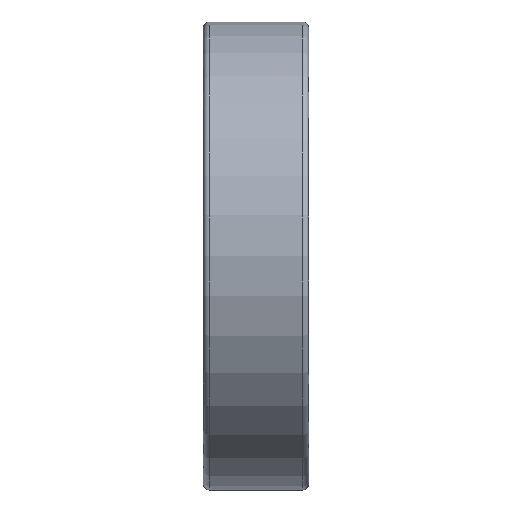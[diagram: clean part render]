
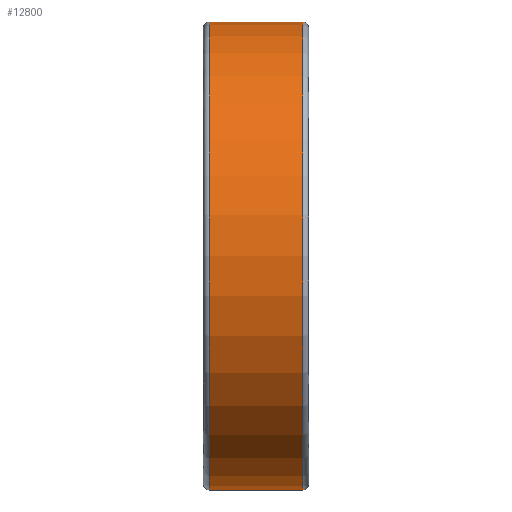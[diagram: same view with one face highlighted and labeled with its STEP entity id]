
A CAD part, top view. The second image highlights one B-rep face of the part: STEP entity #12800.
In plain terms, the highlighted cylindrical face has radius 40 mm (diameter 80 mm), a partial arc.
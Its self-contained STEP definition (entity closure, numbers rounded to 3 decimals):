
#3249=CARTESIAN_POINT('',(-8.,0.,0.));
#3250=DIRECTION('',(1.,0.,0.));
#3251=DIRECTION('',(0.,1.,0.));
#3252=AXIS2_PLACEMENT_3D('',#3249,#3250,#3251);
#3257=CARTESIAN_POINT('',(8.,0.,0.));
#3258=DIRECTION('',(1.,0.,0.));
#3259=DIRECTION('',(0.,1.,0.));
#3260=AXIS2_PLACEMENT_3D('',#3257,#3258,#3259);
#3273=DIRECTION('',(-1.,0.,0.));
#3274=VECTOR('',#3273,16.);
#3275=CARTESIAN_POINT('',(8.,-40.,0.));
#3276=LINE('',#3275,#3274);
#3288=DIRECTION('',(-1.,0.,0.));
#3289=VECTOR('',#3288,16.);
#3290=CARTESIAN_POINT('',(8.,40.,0.));
#3291=LINE('',#3290,#3289);
#9884=CARTESIAN_POINT('',(-8.,40.,0.));
#9885=CARTESIAN_POINT('',(-8.,-40.,0.));
#9886=VERTEX_POINT('',#9884);
#9887=VERTEX_POINT('',#9885);
#9888=CARTESIAN_POINT('',(8.,40.,0.));
#9889=CARTESIAN_POINT('',(8.,-40.,0.));
#9890=VERTEX_POINT('',#9888);
#9891=VERTEX_POINT('',#9889);
#12786=CARTESIAN_POINT('',(-9.9,0.,0.));
#12787=DIRECTION('',(1.,0.,0.));
#12788=DIRECTION('',(0.,-1.,0.));
#12789=AXIS2_PLACEMENT_3D('',#12786,#12787,#12788);
#12790=CYLINDRICAL_SURFACE('',#12789,40.);
#12791=ORIENTED_EDGE('',*,*,#12776,.F.);
#12793=ORIENTED_EDGE('',*,*,#12792,.F.);
#12795=ORIENTED_EDGE('',*,*,#12794,.T.);
#12797=ORIENTED_EDGE('',*,*,#12796,.T.);
#12798=EDGE_LOOP('',(#12791,#12793,#12795,#12797));
#12799=FACE_OUTER_BOUND('',#12798,.F.);
#3253=CIRCLE('',#3252,40.);
#3261=CIRCLE('',#3260,40.);
#12776=EDGE_CURVE('',#9886,#9887,#3253,.T.);
#12792=EDGE_CURVE('',#9890,#9886,#3291,.T.);
#12794=EDGE_CURVE('',#9890,#9891,#3261,.T.);
#12796=EDGE_CURVE('',#9891,#9887,#3276,.T.);
#12800=ADVANCED_FACE('',(#12799),#12790,.T.);
